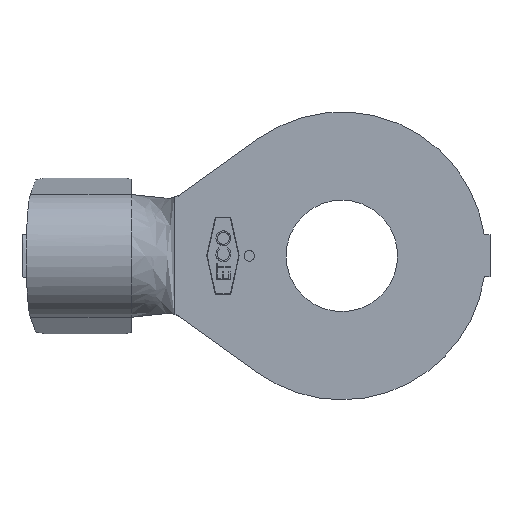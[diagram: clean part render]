
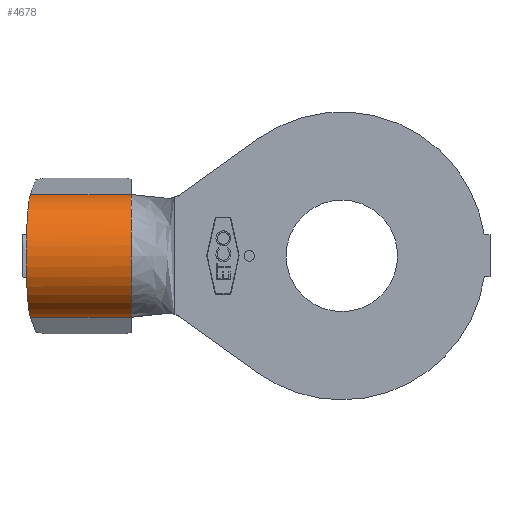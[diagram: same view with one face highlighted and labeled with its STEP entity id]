
A CAD part, front view. The second image highlights one B-rep face of the part: STEP entity #4678.
In plain terms, the highlighted cylindrical face has radius 3.81 mm (diameter 7.62 mm), a partial arc.
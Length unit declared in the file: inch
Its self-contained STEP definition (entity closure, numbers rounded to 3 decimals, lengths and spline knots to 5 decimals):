
#86 = LINE ( 'NONE', #5103, #2987 ) ;
#213 =( BOUNDED_CURVE ( )  B_SPLINE_CURVE ( 3, ( #5129, #5186, #4976, #4880 ),
 .UNSPECIFIED., .F., .T. ) 
 B_SPLINE_CURVE_WITH_KNOTS ( ( 4, 4 ),
 ( 3.48851, 4.47523 ),
 .UNSPECIFIED. ) 
 CURVE ( )  GEOMETRIC_REPRESENTATION_ITEM ( )  RATIONAL_B_SPLINE_CURVE ( ( 1., 0.92, 0.92, 1. ) ) 
 REPRESENTATION_ITEM ( '' )  );
#257 = CIRCLE ( 'NONE', #2620, 0.15 ) ;
#276 = VERTEX_POINT ( 'NONE', #2480 ) ;
#504 = VERTEX_POINT ( 'NONE', #1490 ) ;
#1372 = VECTOR ( 'NONE', #5136, 39.37008 ) ;
#1399 = CARTESIAN_POINT ( 'NONE',  ( -0.73996, 0.11476, 0.1458 ) ) ;
#1411 = CARTESIAN_POINT ( 'NONE',  ( -0.74922, 0.00894, 0.051 ) ) ;
#1415 = DIRECTION ( 'NONE',  ( 0., 0., -1. ) ) ;
#1423 = DIRECTION ( 'NONE',  ( 1., 0., 0. ) ) ;
#1432 = CARTESIAN_POINT ( 'NONE',  ( -0.75027, -0.0031, 0.0177 ) ) ;
#1452 = CARTESIAN_POINT ( 'NONE',  ( -0.75027, -0.0031, -0.0177 ) ) ;
#1457 = CARTESIAN_POINT ( 'NONE',  ( -0.5, 0.15, 0. ) ) ;
#1490 = CARTESIAN_POINT ( 'NONE',  ( -0.5, 0.11476, 0.1458 ) ) ;
#1520 = VERTEX_POINT ( 'NONE', #5207 ) ;
#1732 = CARTESIAN_POINT ( 'NONE',  ( -0.74922, 0.00894, -0.051 ) ) ;
#2114 = VERTEX_POINT ( 'NONE', #2386 ) ;
#2386 = CARTESIAN_POINT ( 'NONE',  ( -0.5, 0.11476, -0.1458 ) ) ;
#2480 = CARTESIAN_POINT ( 'NONE',  ( -0.74922, 0.00894, -0.051 ) ) ;
#2553 = EDGE_CURVE ( 'NONE', #1520, #276, #5467, .T. ) ;
#2563 = CARTESIAN_POINT ( 'NONE',  ( -0.74922, 0.00894, -0.051 ) ) ;
#2586 = CARTESIAN_POINT ( 'NONE',  ( -0.74769, 0.02643, -0.09938 ) ) ;
#2620 = AXIS2_PLACEMENT_3D ( 'NONE', #1457, #1423, #1415 ) ;
#2628 = CARTESIAN_POINT ( 'NONE',  ( -0.74434, 0.06475, -0.13371 ) ) ;
#2856 =( BOUNDED_CURVE ( )  B_SPLINE_CURVE ( 3, ( #1732, #1452, #1432, #1411 ),
 .UNSPECIFIED., .F., .F. ) 
 B_SPLINE_CURVE_WITH_KNOTS ( ( 4, 4 ),
 ( 2.79468, 3.48851 ),
 .UNSPECIFIED. ) 
 CURVE ( )  GEOMETRIC_REPRESENTATION_ITEM ( )  RATIONAL_B_SPLINE_CURVE ( ( 1., 0.96, 0.96, 1. ) ) 
 REPRESENTATION_ITEM ( '' )  );
#2953 = EDGE_CURVE ( 'NONE', #276, #5996, #2856, .T. ) ;
#2987 = VECTOR ( 'NONE', #5040, 39.37008 ) ;
#3239 = ORIENTED_EDGE ( 'NONE', *, *, #3722, .T. ) ;
#3278 = DIRECTION ( 'NONE',  ( 0., 0., -1. ) ) ;
#3287 = CARTESIAN_POINT ( 'NONE',  ( -0.75, 0.15, 0. ) ) ;
#3370 = DIRECTION ( 'NONE',  ( 1., 0., 0. ) ) ;
#3722 = EDGE_CURVE ( 'NONE', #1520, #2114, #3961, .T. ) ;
#3747 = EDGE_CURVE ( 'NONE', #6364, #504, #86, .T. ) ;
#3961 = LINE ( 'NONE', #5151, #1372 ) ;
#4180 = EDGE_LOOP ( 'NONE', ( #5079, #3239, #5516, #5279, #6080, #5335 ) ) ;
#4220 = CARTESIAN_POINT ( 'NONE',  ( -0.73996, 0.11476, -0.1458 ) ) ;
#4264 = CARTESIAN_POINT ( 'NONE',  ( -0.74922, 0.00894, 0.051 ) ) ;
#4514 = FACE_OUTER_BOUND ( 'NONE', #4180, .T. ) ;
#4678 = ADVANCED_FACE ( 'NONE', ( #4514 ), #5746, .T. ) ;
#4880 = CARTESIAN_POINT ( 'NONE',  ( -0.73996, 0.11476, 0.1458 ) ) ;
#4976 = CARTESIAN_POINT ( 'NONE',  ( -0.74434, 0.06475, 0.13371 ) ) ;
#5033 = EDGE_CURVE ( 'NONE', #5996, #6364, #213, .T. ) ;
#5040 = DIRECTION ( 'NONE',  ( 1., 0., 0. ) ) ;
#5079 = ORIENTED_EDGE ( 'NONE', *, *, #2553, .F. ) ;
#5103 = CARTESIAN_POINT ( 'NONE',  ( -0.75, 0.11476, 0.1458 ) ) ;
#5129 = CARTESIAN_POINT ( 'NONE',  ( -0.74922, 0.00894, 0.051 ) ) ;
#5136 = DIRECTION ( 'NONE',  ( 1., 0., 0. ) ) ;
#5151 = CARTESIAN_POINT ( 'NONE',  ( -0.75, 0.11476, -0.1458 ) ) ;
#5186 = CARTESIAN_POINT ( 'NONE',  ( -0.74769, 0.02643, 0.09938 ) ) ;
#5207 = CARTESIAN_POINT ( 'NONE',  ( -0.73996, 0.11476, -0.1458 ) ) ;
#5279 = ORIENTED_EDGE ( 'NONE', *, *, #3747, .F. ) ;
#5335 = ORIENTED_EDGE ( 'NONE', *, *, #2953, .F. ) ;
#5434 = AXIS2_PLACEMENT_3D ( 'NONE', #3287, #3370, #3278 ) ;
#5467 =( BOUNDED_CURVE ( )  B_SPLINE_CURVE ( 3, ( #4220, #2628, #2586, #2563 ),
 .UNSPECIFIED., .F., .F. ) 
 B_SPLINE_CURVE_WITH_KNOTS ( ( 4, 4 ),
 ( 1.80796, 2.79468 ),
 .UNSPECIFIED. ) 
 CURVE ( )  GEOMETRIC_REPRESENTATION_ITEM ( )  RATIONAL_B_SPLINE_CURVE ( ( 1., 0.92, 0.92, 1. ) ) 
 REPRESENTATION_ITEM ( '' )  );
#5516 = ORIENTED_EDGE ( 'NONE', *, *, #6356, .F. ) ;
#5746 = CYLINDRICAL_SURFACE ( 'NONE', #5434, 0.15 ) ;
#5996 = VERTEX_POINT ( 'NONE', #4264 ) ;
#6080 = ORIENTED_EDGE ( 'NONE', *, *, #5033, .F. ) ;
#6356 = EDGE_CURVE ( 'NONE', #504, #2114, #257, .T. ) ;
#6364 = VERTEX_POINT ( 'NONE', #1399 ) ;
